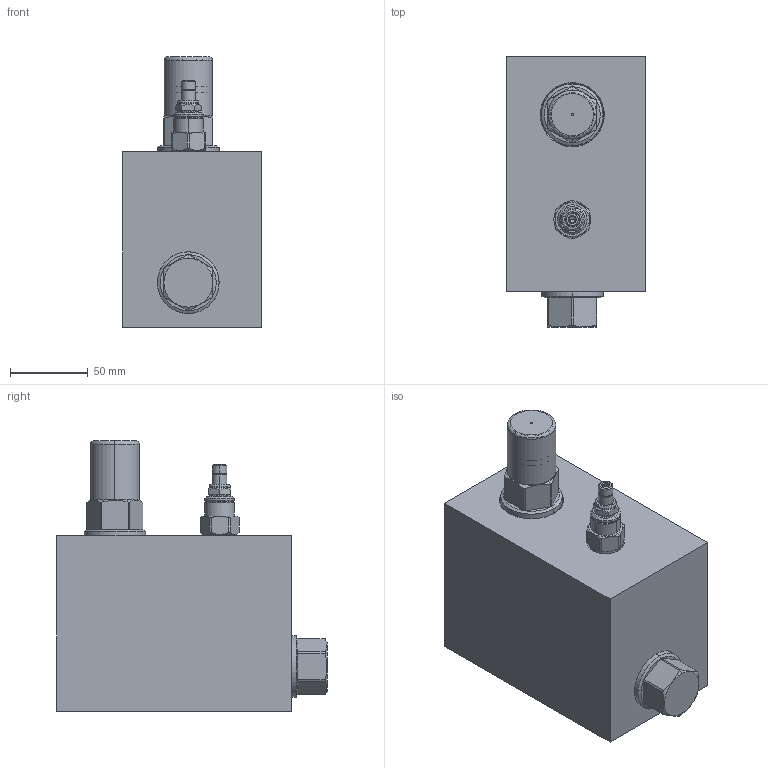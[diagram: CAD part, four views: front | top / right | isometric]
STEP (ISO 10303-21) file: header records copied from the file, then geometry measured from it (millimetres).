
FILE_DESCRIPTION((''),'2;1');
FILE_NAME('XQGELANBQ_ASM','2023-12-06T',('ProEService'),(''),'PRO/ENGINEER BY PARAMETRIC TECHNOLOGY CORPORATION, 2014200','PRO/ENGINEER BY PARAMETRIC TECHNOLOGY CORPORATION, 2014200','');
FILE_SCHEMA(('CONFIG_CONTROL_DESIGN'));
Length unit declared in the file: inch
Products named in the file (5): 153-565-001; CXHAXCN; RVGFXAN; QPABLAN; XQGELANBQ_ASM
Assembly tree (4 placements, depth 2):
  XQGELANBQ_ASM
    153-565-001
    CXHAXCN
    RVGFXAN
    QPABLAN
Bounding box: 88.9 x 173.86 x 173.84 mm (x, y, z)
Volume: 1395069.5 mm3; surface area: 182432.2 mm2
Topology: 12 solids, 14 shells, 886 faces, 2486 edges, 1804 vertices
Faces by surface type: cylinder 371, cone 237, plane 149, torus 95, revolution 26, bspline 6, sphere 2
Entity records: 34852 total; most frequent: CARTESIAN_POINT 12257, DIRECTION 4942, ORIENTED_EDGE 4084, EDGE_CURVE 2042, AXIS2_PLACEMENT_3D 1907, VERTEX_POINT 1230, VECTOR 1102, LINE 1102
